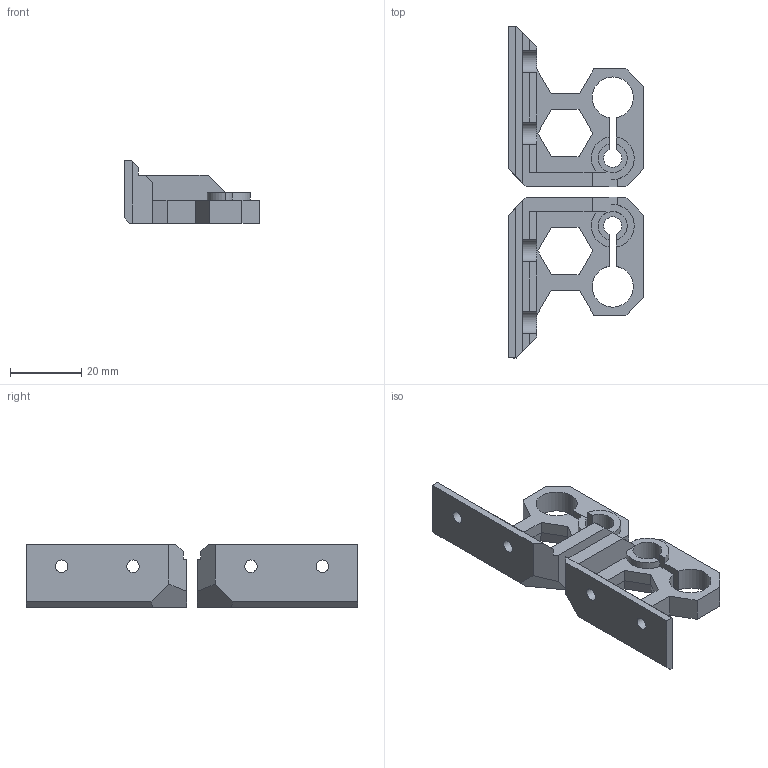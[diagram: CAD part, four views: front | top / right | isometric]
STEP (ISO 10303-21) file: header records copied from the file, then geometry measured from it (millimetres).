
FILE_DESCRIPTION(/* description */ (''),/* implementation_level */ '2;1');
FILE_NAME(/* name */ 'z_top_fix.step',/* time_stamp */ '2017-10-14T20:28:22+02:00',/* author */ ('gregsaun'),/* organization */ (''),/* preprocessor_version */ 'ST-DEVELOPER v16.13',/* originating_system */ 'Autodesk Translation Framework v6.5.0.72',/* authorisation */ '');
FILE_SCHEMA (('AUTOMOTIVE_DESIGN { 1 0 10303 214 3 1 1 }'));
Length unit declared in the file: millimetre
Products named in the file (1): z_top_fix v9
Bounding box: 38 x 93 x 17.5 mm (x, y, z)
Volume: 17752 mm3; surface area: 10024.7 mm2
Topology: 2 solids, 2 shells, 114 faces, 316 edges, 204 vertices
Faces by surface type: plane 96, cylinder 18
Full cylindrical faces by diameter (mm): 3.5 x4
Entity records: 3642 total; most frequent: CARTESIAN_POINT 635, ORIENTED_EDGE 632, DIRECTION 584, EDGE_CURVE 316, LINE 278, VECTOR 278, VERTEX_POINT 204, AXIS2_PLACEMENT_3D 153
